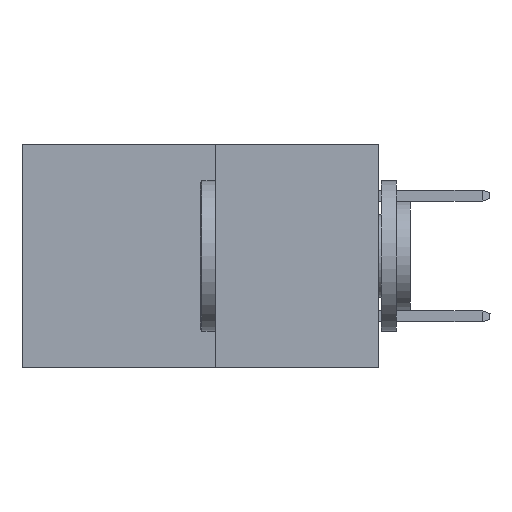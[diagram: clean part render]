
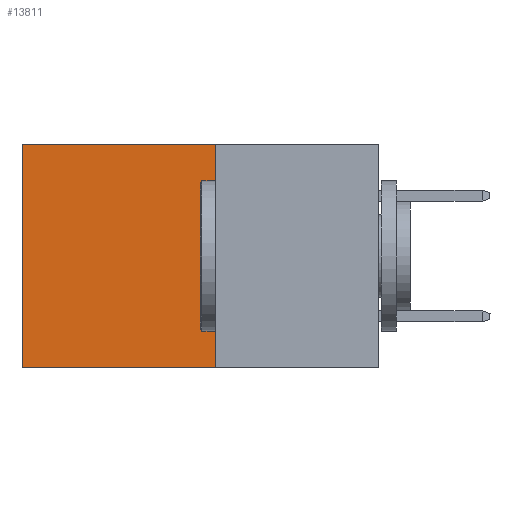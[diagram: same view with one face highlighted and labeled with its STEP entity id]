
A CAD part, left-side view. The second image highlights one B-rep face of the part: STEP entity #13811.
In plain terms, the highlighted planar face has unit normal (-1, 0, 0).
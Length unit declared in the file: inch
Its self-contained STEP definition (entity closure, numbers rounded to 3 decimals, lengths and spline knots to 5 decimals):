
#196 = EDGE_LOOP ( 'NONE', ( #17722, #26195, #27918, #20299 ) ) ;
#647 = CARTESIAN_POINT ( 'NONE',  ( 0.277, 0.59, -0.37 ) ) ;
#1094 = CARTESIAN_POINT ( 'NONE',  ( 0.277, 0.27, 0. ) ) ;
#2163 = CARTESIAN_POINT ( 'NONE',  ( 0.277, 0.27, -0.37 ) ) ;
#2535 = VERTEX_POINT ( 'NONE', #647 ) ;
#2781 = VERTEX_POINT ( 'NONE', #14442 ) ;
#2974 = VECTOR ( 'NONE', #18156, 39.37008 ) ;
#3211 = VECTOR ( 'NONE', #27923, 39.37008 ) ;
#3264 = CARTESIAN_POINT ( 'NONE',  ( 0.277, 0.27, -0.37 ) ) ;
#5475 = CARTESIAN_POINT ( 'NONE',  ( 0.277, 0.59, -0.37 ) ) ;
#5604 = DIRECTION ( 'NONE',  ( 0., 0., -1. ) ) ;
#7163 = CARTESIAN_POINT ( 'NONE',  ( 0.277, 0.27, 0. ) ) ;
#7941 = VERTEX_POINT ( 'NONE', #7163 ) ;
#9011 = DIRECTION ( 'NONE',  ( 0., 0., -1. ) ) ;
#9121 = EDGE_CURVE ( 'NONE', #14422, #2535, #26269, .T. ) ;
#10107 = LINE ( 'NONE', #24752, #15475 ) ;
#10615 = VECTOR ( 'NONE', #14970, 39.37008 ) ;
#10798 = FACE_OUTER_BOUND ( 'NONE', #196, .T. ) ;
#13811 = ADVANCED_FACE ( 'NONE', ( #10798 ), #16972, .F. ) ;
#14422 = VERTEX_POINT ( 'NONE', #27647 ) ;
#14442 = CARTESIAN_POINT ( 'NONE',  ( 0.277, 0.59, 0. ) ) ;
#14970 = DIRECTION ( 'NONE',  ( 0., 1., 0. ) ) ;
#15421 = LINE ( 'NONE', #5475, #3211 ) ;
#15475 = VECTOR ( 'NONE', #9011, 39.37008 ) ;
#16532 = EDGE_CURVE ( 'NONE', #7941, #2781, #28403, .T. ) ;
#16972 = PLANE ( 'NONE',  #25323 ) ;
#17722 = ORIENTED_EDGE ( 'NONE', *, *, #22932, .T. ) ;
#18156 = DIRECTION ( 'NONE',  ( 0., 1., 0. ) ) ;
#19202 = DIRECTION ( 'NONE',  ( 1., 0., 0. ) ) ;
#20299 = ORIENTED_EDGE ( 'NONE', *, *, #16532, .T. ) ;
#22039 = EDGE_CURVE ( 'NONE', #7941, #14422, #10107, .T. ) ;
#22932 = EDGE_CURVE ( 'NONE', #2781, #2535, #15421, .T. ) ;
#24752 = CARTESIAN_POINT ( 'NONE',  ( 0.277, 0.27, -0.37 ) ) ;
#25323 = AXIS2_PLACEMENT_3D ( 'NONE', #3264, #19202, #5604 ) ;
#26195 = ORIENTED_EDGE ( 'NONE', *, *, #9121, .F. ) ;
#26269 = LINE ( 'NONE', #2163, #2974 ) ;
#27647 = CARTESIAN_POINT ( 'NONE',  ( 0.277, 0.27, -0.37 ) ) ;
#27918 = ORIENTED_EDGE ( 'NONE', *, *, #22039, .F. ) ;
#27923 = DIRECTION ( 'NONE',  ( 0., 0., -1. ) ) ;
#28403 = LINE ( 'NONE', #1094, #10615 ) ;
